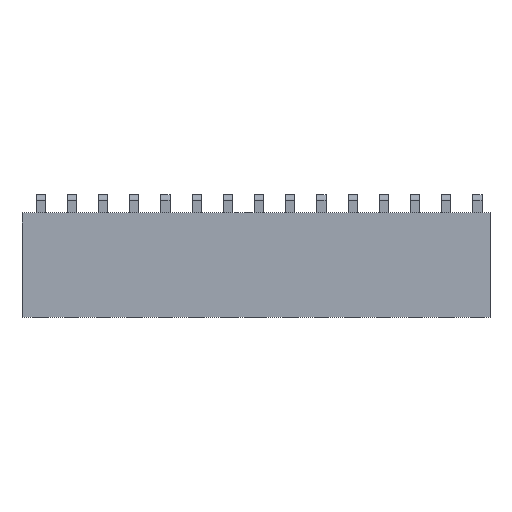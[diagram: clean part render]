
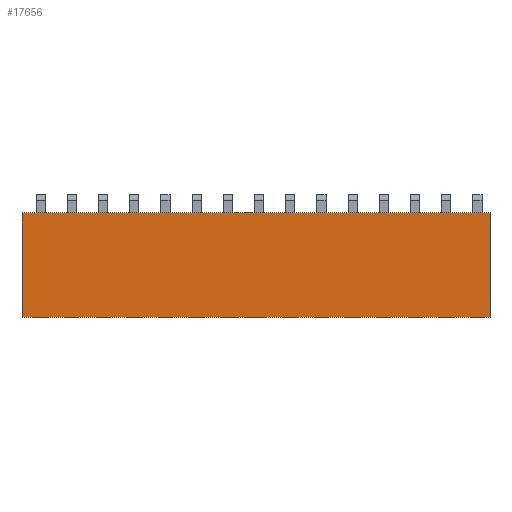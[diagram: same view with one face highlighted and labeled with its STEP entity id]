
A CAD part, top view. The second image highlights one B-rep face of the part: STEP entity #17656.
In plain terms, the highlighted face is planar.
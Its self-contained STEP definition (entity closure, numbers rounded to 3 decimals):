
#2400=ORIENTED_EDGE('',*,*,#5053,.F.);
#2401=ORIENTED_EDGE('',*,*,#5054,.F.);
#2402=ORIENTED_EDGE('',*,*,#5051,.F.);
#2403=ORIENTED_EDGE('',*,*,#5055,.F.);
#5051=EDGE_CURVE('',#6461,#6462,#7866,.T.);
#5053=EDGE_CURVE('',#6463,#6464,#7868,.T.);
#5054=EDGE_CURVE('',#6462,#6463,#7869,.T.);
#5055=EDGE_CURVE('',#6464,#6461,#7870,.T.);
#6461=VERTEX_POINT('',#24997);
#6462=VERTEX_POINT('',#24999);
#6463=VERTEX_POINT('',#25003);
#6464=VERTEX_POINT('',#25004);
#7866=LINE('',#24998,#9495);
#7868=LINE('',#25002,#9497);
#7869=LINE('',#25005,#9498);
#7870=LINE('',#25006,#9499);
#9495=VECTOR('',#20694,1000.);
#9497=VECTOR('',#20698,1000.);
#9498=VECTOR('',#20699,1000.);
#9499=VECTOR('',#20700,1000.);
#10534=EDGE_LOOP('',(#2400,#2401,#2402,#2403));
#11279=FACE_BOUND('',#10534,.T.);
#11964=PLANE('',#18408);
#17656=ADVANCED_FACE('',(#11279),#11964,.F.);
#18408=AXIS2_PLACEMENT_3D('',#25001,#20696,#20697);
#20694=DIRECTION('',(1.,0.,0.));
#20696=DIRECTION('',(0.,-1.,0.));
#20697=DIRECTION('',(0.,0.,-1.));
#20698=DIRECTION('',(-1.,0.,0.));
#20699=DIRECTION('',(0.,0.,1.));
#20700=DIRECTION('',(0.,0.,-1.));
#24997=CARTESIAN_POINT('',(-19.05,1.25,-4.25));
#24998=CARTESIAN_POINT('',(-19.05,1.25,-4.25));
#24999=CARTESIAN_POINT('',(19.05,1.25,-4.25));
#25001=CARTESIAN_POINT('',(0.,1.25,0.));
#25002=CARTESIAN_POINT('',(19.05,1.25,4.25));
#25003=CARTESIAN_POINT('',(19.05,1.25,4.25));
#25004=CARTESIAN_POINT('',(-19.05,1.25,4.25));
#25005=CARTESIAN_POINT('',(19.05,1.25,-4.25));
#25006=CARTESIAN_POINT('',(-19.05,1.25,4.25));
